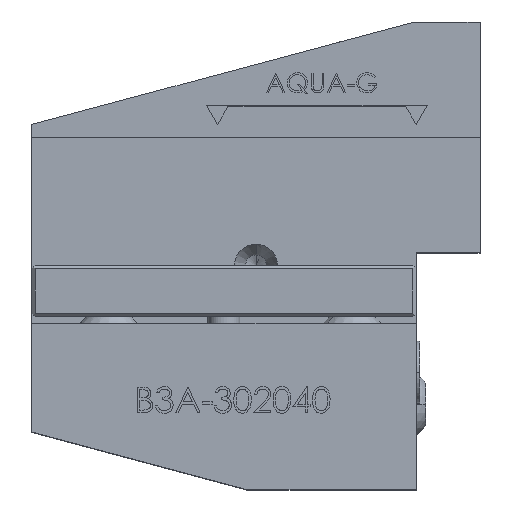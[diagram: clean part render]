
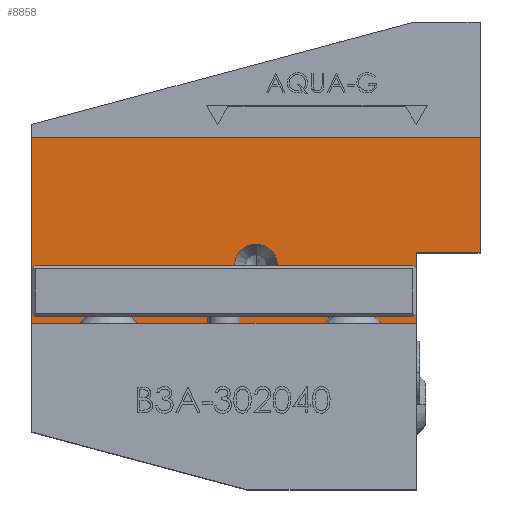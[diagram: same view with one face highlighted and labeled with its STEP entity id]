
A CAD part, top view. The second image highlights one B-rep face of the part: STEP entity #8858.
In plain terms, the highlighted planar face has unit normal (0, 0, 1).
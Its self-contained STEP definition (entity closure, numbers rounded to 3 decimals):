
#235 = EDGE_CURVE ( 'NONE', #7762, #15540, #7448, .T. ) ;
#349 = DIRECTION ( 'NONE',  ( 0., 0., -1. ) ) ;
#600 = CARTESIAN_POINT ( 'NONE',  ( -16.997, 12.907, 39.765 ) ) ;
#873 = VECTOR ( 'NONE', #1697, 1000. ) ;
#1266 = LINE ( 'NONE', #2210, #2041 ) ;
#1280 = VECTOR ( 'NONE', #9340, 1000. ) ;
#1358 = EDGE_LOOP ( 'NONE', ( #11292, #15929, #9452, #9612, #11465, #4516 ) ) ;
#1658 = LINE ( 'NONE', #4620, #6237 ) ;
#1697 = DIRECTION ( 'NONE',  ( 0., 1., 0. ) ) ;
#1735 = AXIS2_PLACEMENT_3D ( 'NONE', #14050, #9077, #6588 ) ;
#1860 = CARTESIAN_POINT ( 'NONE',  ( -16.997, 1.602, 39.765 ) ) ;
#2041 = VECTOR ( 'NONE', #9644, 1000. ) ;
#2159 = DIRECTION ( 'NONE',  ( 0., 1., 0. ) ) ;
#2210 = CARTESIAN_POINT ( 'NONE',  ( -76.997, 12.907, 39.765 ) ) ;
#2695 = EDGE_CURVE ( 'NONE', #9358, #9441, #14610, .T. ) ;
#2874 = ORIENTED_EDGE ( 'NONE', *, *, #235, .T. ) ;
#2978 = CARTESIAN_POINT ( 'NONE',  ( -76.997, 31.212, 39.765 ) ) ;
#3518 = CIRCLE ( 'NONE', #14577, 3.35 ) ;
#3767 = CARTESIAN_POINT ( 'NONE',  ( -41.997, 7.557, 39.765 ) ) ;
#4066 = EDGE_LOOP ( 'NONE', ( #2874, #7889 ) ) ;
#4516 = ORIENTED_EDGE ( 'NONE', *, *, #9725, .F. ) ;
#4620 = CARTESIAN_POINT ( 'NONE',  ( -76.997, 31.212, 39.765 ) ) ;
#4835 = CARTESIAN_POINT ( 'NONE',  ( -41.997, 14.257, 39.765 ) ) ;
#4857 = DIRECTION ( 'NONE',  ( 0., 0., -1. ) ) ;
#5131 = CARTESIAN_POINT ( 'NONE',  ( -6.997, 12.907, 39.765 ) ) ;
#5359 = CARTESIAN_POINT ( 'NONE',  ( -76.997, 31.212, 39.765 ) ) ;
#5547 = CARTESIAN_POINT ( 'NONE',  ( -16.997, 31.212, 39.765 ) ) ;
#5929 = VERTEX_POINT ( 'NONE', #5131 ) ;
#6097 = CARTESIAN_POINT ( 'NONE',  ( -76.997, 1.602, 39.765 ) ) ;
#6237 = VECTOR ( 'NONE', #2159, 1000. ) ;
#6556 = VECTOR ( 'NONE', #9778, 1000. ) ;
#6588 = DIRECTION ( 'NONE',  ( 0., 1., 0. ) ) ;
#6785 = DIRECTION ( 'NONE',  ( 1., 0., 0. ) ) ;
#7448 = CIRCLE ( 'NONE', #1735, 3.35 ) ;
#7528 = LINE ( 'NONE', #6097, #6556 ) ;
#7762 = VERTEX_POINT ( 'NONE', #4835 ) ;
#7787 = CARTESIAN_POINT ( 'NONE',  ( -6.997, 31.212, 39.765 ) ) ;
#7827 = LINE ( 'NONE', #5547, #1280 ) ;
#7889 = ORIENTED_EDGE ( 'NONE', *, *, #11868, .T. ) ;
#8414 = LINE ( 'NONE', #10597, #873 ) ;
#8853 = DIRECTION ( 'NONE',  ( 0., 1., 0. ) ) ;
#8858 = ADVANCED_FACE ( 'NONE', ( #9055, #12615 ), #12975, .F. ) ;
#9055 = FACE_BOUND ( 'NONE', #4066, .T. ) ;
#9077 = DIRECTION ( 'NONE',  ( 0., 0., -1. ) ) ;
#9238 = CARTESIAN_POINT ( 'NONE',  ( -76.997, 1.602, 39.765 ) ) ;
#9322 = EDGE_CURVE ( 'NONE', #5929, #9441, #8414, .T. ) ;
#9340 = DIRECTION ( 'NONE',  ( 0., 1., 0. ) ) ;
#9358 = VERTEX_POINT ( 'NONE', #10536 ) ;
#9441 = VERTEX_POINT ( 'NONE', #7787 ) ;
#9452 = ORIENTED_EDGE ( 'NONE', *, *, #9707, .T. ) ;
#9499 = EDGE_CURVE ( 'NONE', #12202, #12081, #7827, .T. ) ;
#9612 = ORIENTED_EDGE ( 'NONE', *, *, #9322, .T. ) ;
#9644 = DIRECTION ( 'NONE',  ( 1., 0., 0. ) ) ;
#9707 = EDGE_CURVE ( 'NONE', #12081, #5929, #1266, .T. ) ;
#9725 = EDGE_CURVE ( 'NONE', #13363, #9358, #1658, .T. ) ;
#9778 = DIRECTION ( 'NONE',  ( 1., 0., 0. ) ) ;
#10536 = CARTESIAN_POINT ( 'NONE',  ( -76.997, 31.212, 39.765 ) ) ;
#10597 = CARTESIAN_POINT ( 'NONE',  ( -6.997, 31.212, 39.765 ) ) ;
#11292 = ORIENTED_EDGE ( 'NONE', *, *, #14775, .T. ) ;
#11417 = CARTESIAN_POINT ( 'NONE',  ( -41.997, 10.907, 39.765 ) ) ;
#11465 = ORIENTED_EDGE ( 'NONE', *, *, #2695, .F. ) ;
#11868 = EDGE_CURVE ( 'NONE', #15540, #7762, #3518, .T. ) ;
#12081 = VERTEX_POINT ( 'NONE', #600 ) ;
#12202 = VERTEX_POINT ( 'NONE', #1860 ) ;
#12615 = FACE_OUTER_BOUND ( 'NONE', #1358, .T. ) ;
#12975 = PLANE ( 'NONE',  #15060 ) ;
#13363 = VERTEX_POINT ( 'NONE', #9238 ) ;
#13796 = VECTOR ( 'NONE', #6785, 1000. ) ;
#14050 = CARTESIAN_POINT ( 'NONE',  ( -41.997, 10.907, 39.765 ) ) ;
#14577 = AXIS2_PLACEMENT_3D ( 'NONE', #11417, #4857, #8853 ) ;
#14610 = LINE ( 'NONE', #2978, #13796 ) ;
#14775 = EDGE_CURVE ( 'NONE', #13363, #12202, #7528, .T. ) ;
#15060 = AXIS2_PLACEMENT_3D ( 'NONE', #5359, #349, #15525 ) ;
#15525 = DIRECTION ( 'NONE',  ( -1., 0., 0. ) ) ;
#15540 = VERTEX_POINT ( 'NONE', #3767 ) ;
#15929 = ORIENTED_EDGE ( 'NONE', *, *, #9499, .T. ) ;
